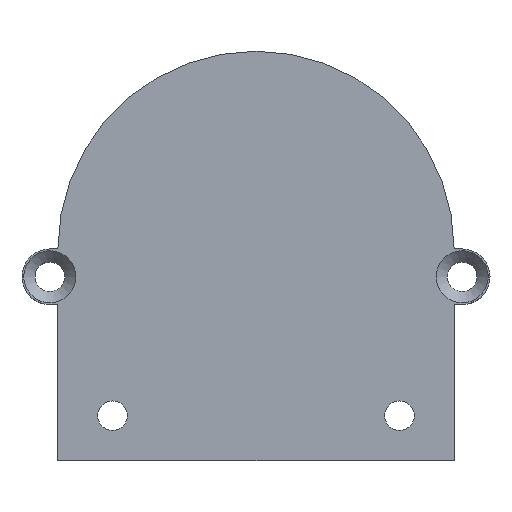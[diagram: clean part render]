
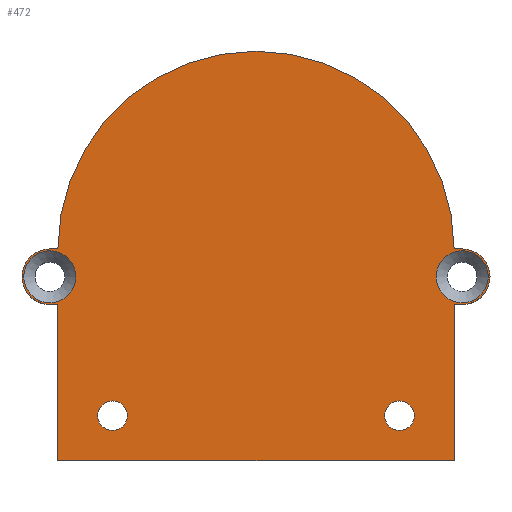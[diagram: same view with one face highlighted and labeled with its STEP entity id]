
A CAD part, top view. The second image highlights one B-rep face of the part: STEP entity #472.
In plain terms, the highlighted planar face has unit normal (0, 0, 1).
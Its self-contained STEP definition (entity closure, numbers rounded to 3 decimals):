
#39=VECTOR('',#562,1.);
#40=VECTOR('',#565,1.);
#41=VECTOR('',#566,1.);
#42=VECTOR('',#567,1.);
#43=VECTOR('',#568,1.);
#80=LINE('',#680,#39);
#81=LINE('',#684,#40);
#82=LINE('',#686,#41);
#83=LINE('',#688,#42);
#84=LINE('',#690,#43);
#119=PLANE('',#503);
#131=VERTEX_POINT('',#657);
#133=VERTEX_POINT('',#662);
#139=VERTEX_POINT('',#676);
#140=VERTEX_POINT('',#678);
#141=VERTEX_POINT('',#679);
#142=VERTEX_POINT('',#681);
#143=VERTEX_POINT('',#683);
#144=VERTEX_POINT('',#685);
#145=VERTEX_POINT('',#687);
#146=VERTEX_POINT('',#689);
#147=VERTEX_POINT('',#691);
#148=VERTEX_POINT('',#692);
#149=VERTEX_POINT('',#694);
#150=VERTEX_POINT('',#696);
#177=CIRCLE('',#496,1.65);
#179=CIRCLE('',#499,1.65);
#182=CIRCLE('',#504,2.9);
#183=CIRCLE('',#505,22.1);
#184=CIRCLE('',#506,3.1);
#185=CIRCLE('',#507,3.1);
#186=CIRCLE('',#508,2.9);
#197=EDGE_CURVE('',#131,#131,#177,.T.);
#199=EDGE_CURVE('',#133,#133,#179,.T.);
#205=EDGE_CURVE('',#139,#139,#182,.T.);
#206=EDGE_CURVE('',#140,#141,#183,.T.);
#207=EDGE_CURVE('',#142,#140,#80,.T.);
#208=EDGE_CURVE('',#142,#143,#184,.T.);
#209=EDGE_CURVE('',#144,#143,#81,.T.);
#210=EDGE_CURVE('',#145,#144,#82,.T.);
#211=EDGE_CURVE('',#146,#145,#83,.T.);
#212=EDGE_CURVE('',#147,#146,#84,.T.);
#213=EDGE_CURVE('',#148,#147,#81,.T.);
#214=EDGE_CURVE('',#148,#149,#185,.T.);
#215=EDGE_CURVE('',#141,#149,#80,.T.);
#216=EDGE_CURVE('',#150,#150,#186,.T.);
#271=ORIENTED_EDGE('',*,*,#205,.F.);
#272=ORIENTED_EDGE('',*,*,#206,.F.);
#273=ORIENTED_EDGE('',*,*,#207,.F.);
#274=ORIENTED_EDGE('',*,*,#208,.T.);
#275=ORIENTED_EDGE('',*,*,#209,.F.);
#276=ORIENTED_EDGE('',*,*,#210,.F.);
#277=ORIENTED_EDGE('',*,*,#211,.F.);
#278=ORIENTED_EDGE('',*,*,#212,.F.);
#279=ORIENTED_EDGE('',*,*,#213,.F.);
#280=ORIENTED_EDGE('',*,*,#214,.T.);
#281=ORIENTED_EDGE('',*,*,#215,.F.);
#282=ORIENTED_EDGE('',*,*,#216,.F.);
#283=ORIENTED_EDGE('',*,*,#199,.T.);
#284=ORIENTED_EDGE('',*,*,#197,.T.);
#396=EDGE_LOOP('',(#271));
#397=EDGE_LOOP('',(#272,#273,#274,#275,#276,#277,#278,#279,#280,#281));
#398=EDGE_LOOP('',(#282));
#399=EDGE_LOOP('',(#283));
#400=EDGE_LOOP('',(#284));
#436=FACE_BOUND('',#396,.T.);
#437=FACE_BOUND('',#397,.T.);
#438=FACE_BOUND('',#398,.T.);
#439=FACE_BOUND('',#399,.T.);
#440=FACE_BOUND('',#400,.T.);
#472=ADVANCED_FACE('',(#436,#437,#438,#439,#440),#119,.T.);
#496=AXIS2_PLACEMENT_3D('',#656,#541,#542);
#499=AXIS2_PLACEMENT_3D('',#661,#547,#548);
#503=AXIS2_PLACEMENT_3D('',#674,#557,$);
#504=AXIS2_PLACEMENT_3D('',#675,#558,#559);
#505=AXIS2_PLACEMENT_3D('',#677,#560,#561);
#506=AXIS2_PLACEMENT_3D('',#682,#563,#564);
#507=AXIS2_PLACEMENT_3D('',#693,#569,#570);
#508=AXIS2_PLACEMENT_3D('',#695,#571,#572);
#541=DIRECTION('',(0.,0.,-1.));
#542=DIRECTION('',(-1.65,0.,0.));
#547=DIRECTION('',(0.,0.,-1.));
#548=DIRECTION('',(-1.65,0.,0.));
#557=DIRECTION('',(0.,0.,1.));
#558=DIRECTION('',(0.,0.,1.));
#559=DIRECTION('',(-2.9,0.,0.));
#560=DIRECTION('',(0.,0.,-1.));
#561=DIRECTION('',(22.1,0.,0.));
#562=DIRECTION('',(1.,0.,0.));
#563=DIRECTION('',(0.,0.,1.));
#564=DIRECTION('',(3.1,0.,0.));
#565=DIRECTION('',(-1.,0.,0.));
#566=DIRECTION('',(0.,1.,0.));
#567=DIRECTION('',(-1.,0.,0.));
#568=DIRECTION('',(0.,-1.,0.));
#569=DIRECTION('',(0.,0.,1.));
#570=DIRECTION('',(3.1,0.,0.));
#571=DIRECTION('',(0.,0.,1.));
#572=DIRECTION('',(-2.9,0.,0.));
#656=CARTESIAN_POINT('',(-16.,-18.55,12.5));
#657=CARTESIAN_POINT('',(-14.35,-18.55,12.5));
#661=CARTESIAN_POINT('',(16.,-18.55,12.5));
#662=CARTESIAN_POINT('',(17.65,-18.55,12.5));
#674=CARTESIAN_POINT('',(0.,-4.447,12.5));
#675=CARTESIAN_POINT('',(23.,-3.05,12.5));
#676=CARTESIAN_POINT('',(25.9,-3.05,12.5));
#677=CARTESIAN_POINT('',(0.,0.,12.5));
#678=CARTESIAN_POINT('',(-22.1,0.05,12.5));
#679=CARTESIAN_POINT('',(22.1,0.05,12.5));
#680=CARTESIAN_POINT('',(-23.,0.05,12.5));
#681=CARTESIAN_POINT('',(-23.,0.05,12.5));
#682=CARTESIAN_POINT('',(-23.,-3.05,12.5));
#683=CARTESIAN_POINT('',(-23.,-6.15,12.5));
#684=CARTESIAN_POINT('',(23.,-6.15,12.5));
#685=CARTESIAN_POINT('',(-22.1,-6.15,12.5));
#686=CARTESIAN_POINT('',(-22.1,0.,12.5));
#687=CARTESIAN_POINT('',(-22.1,-23.55,12.5));
#688=CARTESIAN_POINT('',(-22.1,-23.55,12.5));
#689=CARTESIAN_POINT('',(22.1,-23.55,12.5));
#690=CARTESIAN_POINT('',(22.1,-23.55,12.5));
#691=CARTESIAN_POINT('',(22.1,-6.15,12.5));
#692=CARTESIAN_POINT('',(23.,-6.15,12.5));
#693=CARTESIAN_POINT('',(23.,-3.05,12.5));
#694=CARTESIAN_POINT('',(23.,0.05,12.5));
#695=CARTESIAN_POINT('',(-23.,-3.05,12.5));
#696=CARTESIAN_POINT('',(-20.1,-3.05,12.5));
